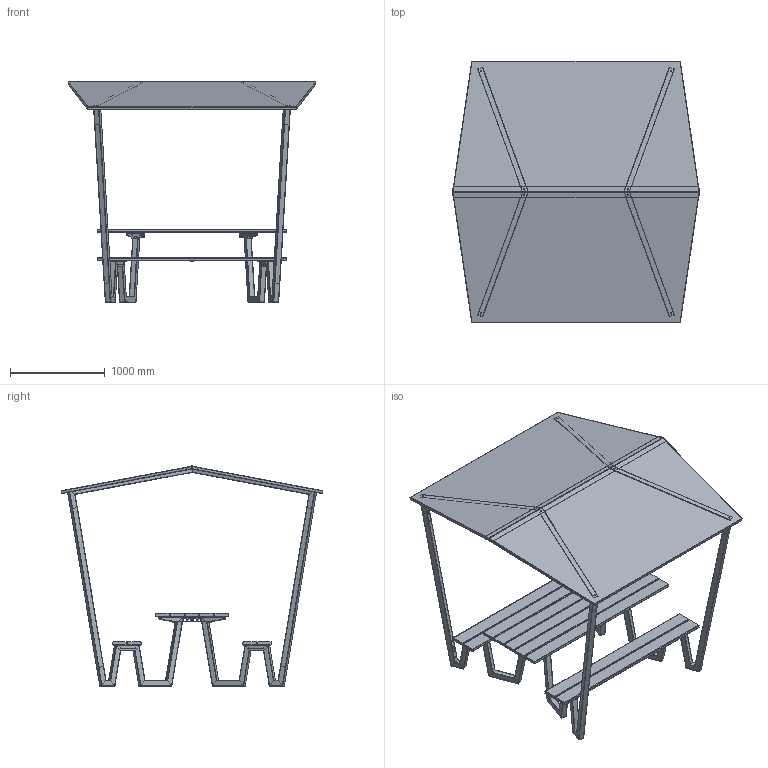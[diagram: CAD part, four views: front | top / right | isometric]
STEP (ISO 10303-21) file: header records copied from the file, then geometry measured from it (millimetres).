
FILE_DESCRIPTION(/* description */ (''),/* implementation_level */ '2;1');
FILE_NAME(/* name */ 'MR PICNIXX 200 SHELTER ZONDER DETAILS',/* time_stamp */ '2023-01-18T07:47:37+01:00',/* author */ (''),/* organization */ (''),/* preprocessor_version */ 'ST-DEVELOPER v16.5',/* originating_system */ 'HiCAD 2021 2600.0 Build 209',/* authorisation */ '');
FILE_SCHEMA (('AUTOMOTIVE_DESIGN { 1 0 10303 214 1 1 1 1 }'));
Length unit declared in the file: millimetre
Products named in the file (27): Root; Bovenbevestiging_Assembly_5*; 4mm plaatwerk_Sheet Metal_1006*; 4mm plaatwerk_Sheet Metal_1007*; 4mm plaat_Sheet Metal_1001*; 4mm RVS_Sheet Metal_1000*; 4mm plaat_Sheet Metal_1005*; 4mm RVS_Sheet Metal_1004*; planken 145x30_Various rectangular profiles_110*; planken 145x30_Various rectangular profiles_102*; 2mm aluminium_Sheet Metal; FRQ 60x60x2_Hollow profiles_103*; Assembly FRQ 60x60x2_Assembly; Onderframe MR Picknixx_Assembly_3*; FRQ 60x60x2_Hollow profiles_104*; FRQ 60x60x2_Hollow profiles_101*; FRQ 60x60x2_Hollow profiles_105*; FRQ 60x60x2_Hollow profiles_100*; FRQ 60x60x2_Hollow profiles_103; FRQ 60x60x2_Hollow profiles_109*
Assembly tree (47 placements, depth 3):
  Root
    Bovenbevestiging_Assembly_5*  x2
      4mm plaatwerk_Sheet Metal_1006*
      4mm plaatwerk_Sheet Metal_1007*
    4mm plaat_Sheet Metal_1001*
    4mm RVS_Sheet Metal_1000*  x2
    4mm plaat_Sheet Metal_1005*  x3
    4mm RVS_Sheet Metal_1004*  x2
    4mm plaat_Sheet Metal_1001*
    planken 145x30_Various rectangular profiles_110*  x5
    planken 145x30_Various rectangular profiles_102*  x4
    2mm aluminium_Sheet Metal
    FRQ 60x60x2_Hollow profiles_103*  x4
    Assembly FRQ 60x60x2_Assembly  x2
      FRQ 60x60x2_Hollow profiles_103*
      FRQ 60x60x2_Hollow profiles_103*
      FRQ 60x60x2_Hollow profiles_103*
    2mm aluminium_Sheet Metal  x2
    Onderframe MR Picknixx_Assembly_3*  x4
      FRQ 60x60x2_Hollow profiles_104*
      FRQ 60x60x2_Hollow profiles_104*
      FRQ 60x60x2_Hollow profiles_101*
      FRQ 60x60x2_Hollow profiles_105*
      FRQ 60x60x2_Hollow profiles_100*
      FRQ 60x60x2_Hollow profiles_103
      FRQ 60x60x2_Hollow profiles_109*
      FRQ 60x60x2_Hollow profiles_103*
Bounding box: 2606.2 x 2753.03 x 2319.52 mm (x, y, z)
Volume: 105317497.2 mm3; surface area: 32700426.9 mm2
Topology: 69 solids, 69 shells, 1518 faces, 4000 edges, 2616 vertices
Faces by surface type: plane 832, cylinder 622, bspline 64
Full cylindrical faces by diameter (mm): 8 x32, 12 x32, 28 x12
Entity records: 40125 total; most frequent: CARTESIAN_POINT 12074, DIRECTION 2872, PRESENTATION_STYLE_ASSIGNMENT 2815, COLOUR_RGB 2794, DRAUGHTING_PRE_DEFINED_CURVE_FONT 2792, CURVE_STYLE 2792, OVER_RIDING_STYLED_ITEM 2792, ORIENTED_EDGE 2792
